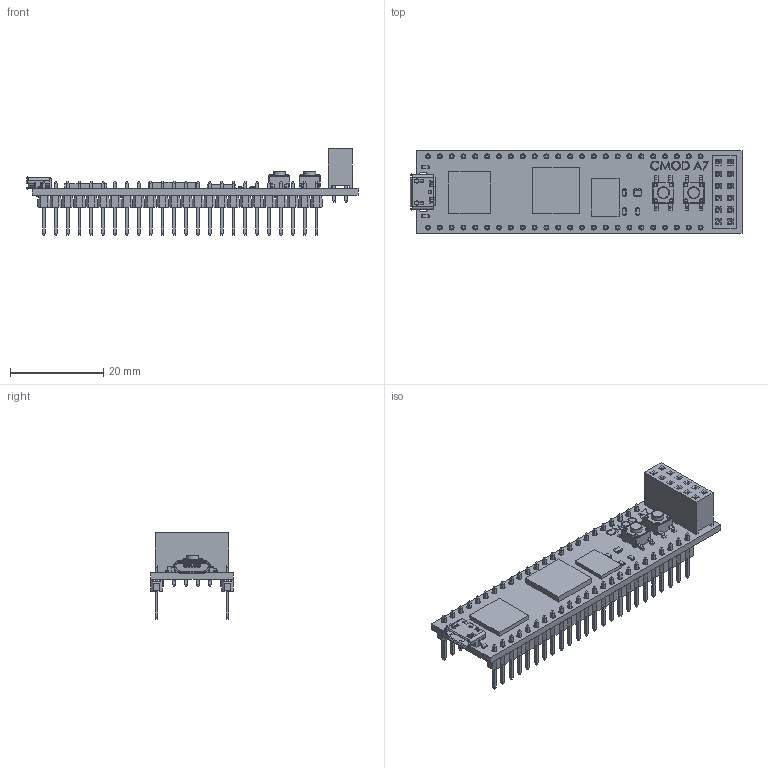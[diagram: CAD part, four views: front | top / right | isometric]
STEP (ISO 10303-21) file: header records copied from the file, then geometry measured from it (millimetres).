
FILE_DESCRIPTION(/* description */ ('Alibre Inc.'),/* implementation_level */ '2;1');
FILE_NAME(/* name */ 'export0',/* time_stamp */ '2017-08-01T10:43:19-07:00',/* author */ (''),/* organization */ (''),/* preprocessor_version */ 'ST-DEVELOPER v14',/* originating_system */ 'Alibre',/* authorisation */ '');
FILE_SCHEMA (('AUTOMOTIVE_DESIGN'));
Length unit declared in the file: centimetre
Products named in the file (14): molex_0473460001
Bounding box: 71.15 x 17.78 x 18.55 mm (x, y, z)
Volume: 3574.9 mm3; surface area: 7479.7 mm2
Topology: 18 solids, 18 shells, 3521 faces, 8768 edges, 5355 vertices
Faces by surface type: plane 2838, cylinder 457, bspline 96, torus 68, sphere 60, cone 2
Full cylindrical faces by diameter (mm): 0.818 x8, 1.067 x60
Entity records: 65917 total; most frequent: CARTESIAN_POINT 12417, ORIENTED_EDGE 11318, DIRECTION 8489, EDGE_CURVE 5659, VECTOR 4627, LINE 4627, VERTEX_POINT 3554, AXIS2_PLACEMENT_3D 2732
